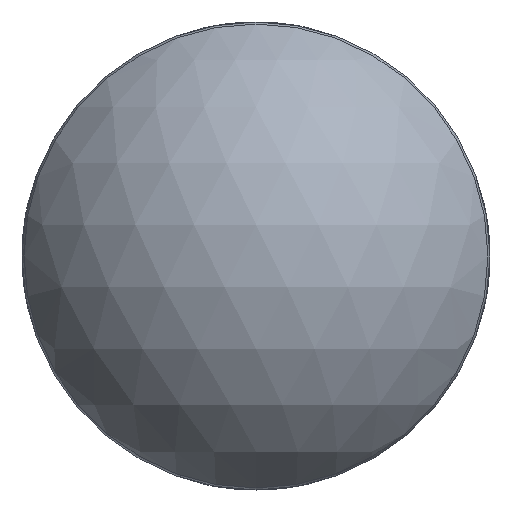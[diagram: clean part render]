
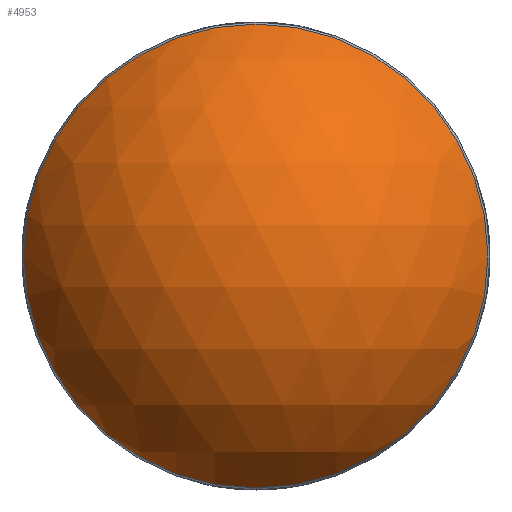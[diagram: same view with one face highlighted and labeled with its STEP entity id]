
A CAD part, left-side view. The second image highlights one B-rep face of the part: STEP entity #4953.
In plain terms, the highlighted spherical face has radius 15 mm.
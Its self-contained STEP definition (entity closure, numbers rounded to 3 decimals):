
#36=SPHERICAL_SURFACE('',#5292,15.);
#127=CIRCLE('',#5293,13.232);
#234=FACE_OUTER_BOUND('',#537,.T.);
#537=EDGE_LOOP('',(#3209));
#1857=VERTEX_POINT('',#6416);
#2394=EDGE_CURVE('',#1857,#1857,#127,.T.);
#3209=ORIENTED_EDGE('',*,*,#2394,.F.);
#4953=ADVANCED_FACE('',(#234),#36,.T.);
#5292=AXIS2_PLACEMENT_3D('',#6415,#5488,#5489);
#5293=AXIS2_PLACEMENT_3D('',#6417,#5490,#5491);
#5488=DIRECTION('center_axis',(0.,0.,
1.));
#5489=DIRECTION('ref_axis',(-1.,-0.001,0.));
#5490=DIRECTION('center_axis',(1.,0.,0.));
#5491=DIRECTION('ref_axis',(0.,0.,-1.));
#6415=CARTESIAN_POINT('Origin',(-8.5,0.,0.));
#6416=CARTESIAN_POINT('',(-15.565,0.,13.232));
#6417=CARTESIAN_POINT('Origin',(-15.565,0.,0.));
